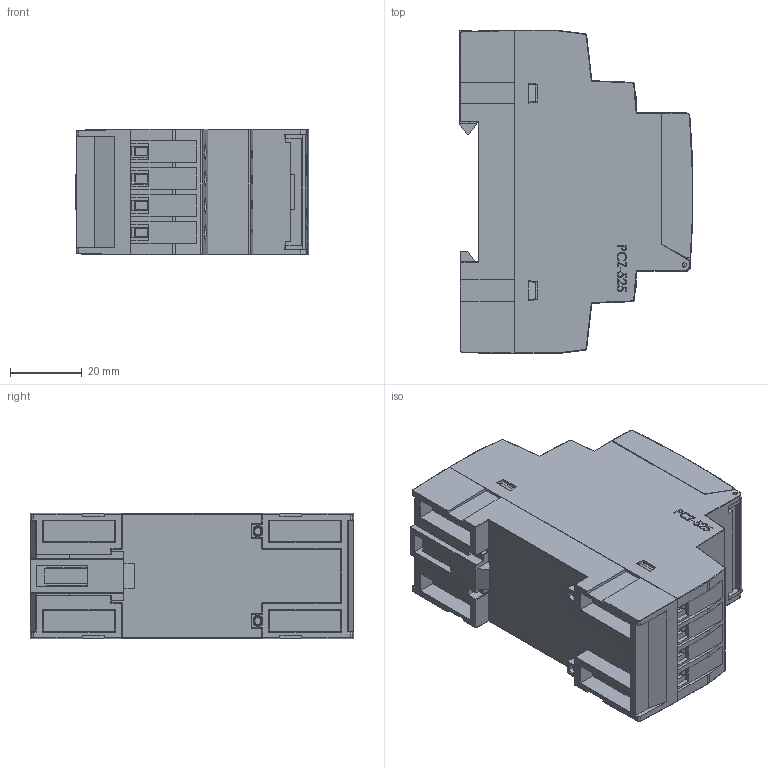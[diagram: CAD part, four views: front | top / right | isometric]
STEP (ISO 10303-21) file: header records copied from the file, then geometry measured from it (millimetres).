
FILE_DESCRIPTION(('STEP AP242'), '1');
FILE_NAME('PCZ-525 ñáîðêà', '', ('UNSPECIFIED'), ('UNSPECIFIED'), 'C3D Converter', 'C3D Toolkit', '');
FILE_SCHEMA(('AP242_MANAGED_MODEL_BASED_3D_ENGINEERING_MIM_LF { 1 0 10303 442 1 1 4 }'));
Length unit declared in the file: millimetre
Assembly tree (15 placements, depth 3):
  (unnamed)
    (unnamed)
    (unnamed)
    (unnamed)
      (unnamed)
    (unnamed)  x3
      (unnamed)
    (unnamed)
    (unnamed)  x4
    (unnamed)
Bounding box: 65.17 x 90 x 35.02 mm (x, y, z)
Volume: 46068.1 mm3; surface area: 52792.8 mm2
Topology: 49 solids, 49 shells, 1826 faces, 4637 edges, 2956 vertices
Faces by surface type: plane 993, extrusion 317, cylinder 291, bspline 119, torus 54, cone 36, sphere 16
Full cylindrical faces by diameter (mm): 1 x18, 1.2 x3, 2 x7, 3.5 x6, 4 x5, 4.5 x8
Entity records: 100746 total; most frequent: CARTESIAN_POINT 59424, ORIENTED_EDGE 8042, DIRECTION 6211, EDGE_CURVE 4021, VECTOR 2931, LINE 2614, VERTEX_POINT 2588, EDGE_LOOP 1719
